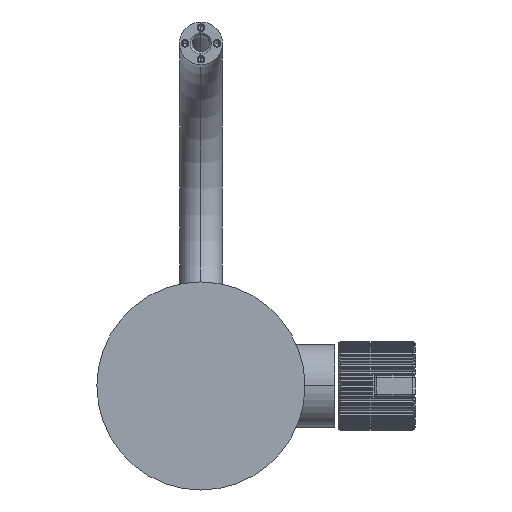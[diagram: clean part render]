
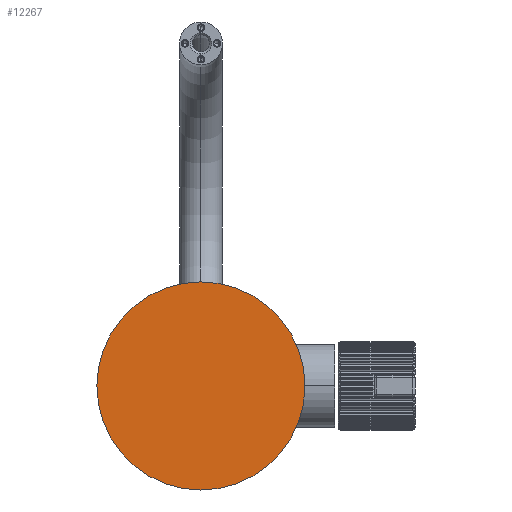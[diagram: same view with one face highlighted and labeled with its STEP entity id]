
A CAD part, front view. The second image highlights one B-rep face of the part: STEP entity #12267.
In plain terms, the highlighted planar face has unit normal (0, -1, 0).
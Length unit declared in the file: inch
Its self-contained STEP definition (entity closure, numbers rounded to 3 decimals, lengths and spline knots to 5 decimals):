
#3471=CARTESIAN_POINT('',(0.,0.,0.));
#3472=DIRECTION('',(0.,-1.,0.));
#3473=DIRECTION('',(-1.,0.,0.));
#3474=AXIS2_PLACEMENT_3D('',#3471,#3472,#3473);
#3476=CARTESIAN_POINT('',(0.,0.,0.));
#3477=DIRECTION('',(0.,1.,0.));
#3478=DIRECTION('',(-1.,0.,0.));
#3479=AXIS2_PLACEMENT_3D('',#3476,#3477,#3478);
#8972=CARTESIAN_POINT('',(-1.215,0.,0.));
#8973=CARTESIAN_POINT('',(1.215,0.,0.));
#8974=VERTEX_POINT('',#8972);
#8975=VERTEX_POINT('',#8973);
#12258=CARTESIAN_POINT('',(0.,0.,0.));
#12259=DIRECTION('',(0.,-1.,0.));
#12260=DIRECTION('',(-1.,0.,0.));
#12261=AXIS2_PLACEMENT_3D('',#12258,#12259,#12260);
#12262=PLANE('',#12261);
#12263=ORIENTED_EDGE('',*,*,#12188,.F.);
#12264=ORIENTED_EDGE('',*,*,#12203,.T.);
#12265=EDGE_LOOP('',(#12263,#12264));
#12266=FACE_OUTER_BOUND('',#12265,.F.);
#12267=ADVANCED_FACE('',(#12266),#12262,.T.);
#3475=CIRCLE('',#3474,1.215);
#3480=CIRCLE('',#3479,1.215);
#12188=EDGE_CURVE('',#8974,#8975,#3475,.T.);
#12203=EDGE_CURVE('',#8974,#8975,#3480,.T.);
